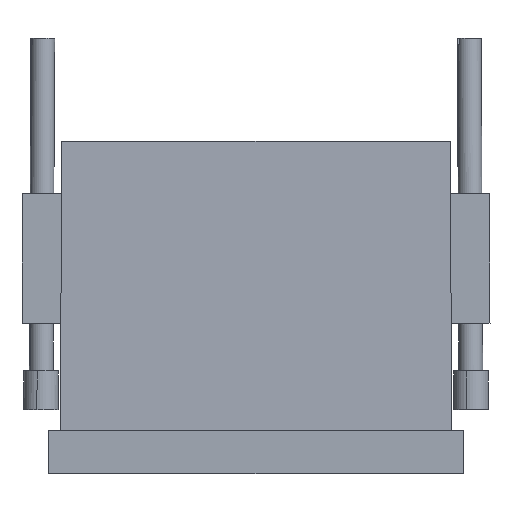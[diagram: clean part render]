
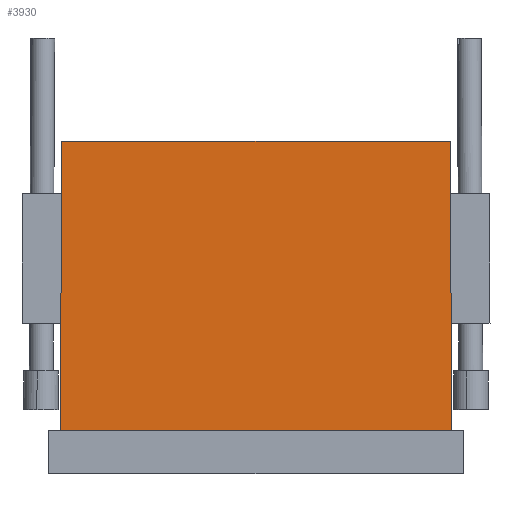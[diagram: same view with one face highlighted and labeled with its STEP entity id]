
A CAD part, front view. The second image highlights one B-rep face of the part: STEP entity #3930.
In plain terms, the highlighted planar face has unit normal (0, -1, 0.005).
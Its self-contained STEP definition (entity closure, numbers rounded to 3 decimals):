
#174 = VERTEX_POINT ( 'NONE', #5021 ) ;
#406 = LINE ( 'NONE', #3454, #979 ) ;
#536 = ORIENTED_EDGE ( 'NONE', *, *, #876, .T. ) ;
#656 = VECTOR ( 'NONE', #5492, 1000. ) ;
#721 = VERTEX_POINT ( 'NONE', #1638 ) ;
#876 = EDGE_CURVE ( 'NONE', #174, #4449, #4531, .T. ) ;
#979 = VECTOR ( 'NONE', #4648, 1000. ) ;
#1031 = CARTESIAN_POINT ( 'NONE',  ( -45., -22.35, 0. ) ) ;
#1045 = EDGE_CURVE ( 'NONE', #174, #6395, #3410, .T. ) ;
#1559 = PLANE ( 'NONE',  #3558 ) ;
#1638 = CARTESIAN_POINT ( 'NONE',  ( 45., -22.35, 0. ) ) ;
#1737 = ORIENTED_EDGE ( 'NONE', *, *, #1045, .F. ) ;
#2127 = CARTESIAN_POINT ( 'NONE',  ( -44.999, -22.349, 0.204 ) ) ;
#2144 = DIRECTION ( 'NONE',  ( 0., -1., 0.005 ) ) ;
#2494 = ORIENTED_EDGE ( 'NONE', *, *, #5276, .F. ) ;
#2522 = DIRECTION ( 'NONE',  ( -0.005, 0.005, 1. ) ) ;
#3205 = ORIENTED_EDGE ( 'NONE', *, *, #3682, .T. ) ;
#3410 = LINE ( 'NONE', #2127, #6975 ) ;
#3454 = CARTESIAN_POINT ( 'NONE',  ( -45., -22.35, 0. ) ) ;
#3558 = AXIS2_PLACEMENT_3D ( 'NONE', #5203, #2144, #4593 ) ;
#3682 = EDGE_CURVE ( 'NONE', #4449, #721, #4105, .T. ) ;
#3757 = CARTESIAN_POINT ( 'NONE',  ( 44.998, -22.348, 0.412 ) ) ;
#3817 = CARTESIAN_POINT ( 'NONE',  ( 45.306, -22.656, -67. ) ) ;
#3872 = DIRECTION ( 'NONE',  ( 0.005, 0.005, 1. ) ) ;
#3924 = FACE_OUTER_BOUND ( 'NONE', #5777, .T. ) ;
#3930 = ADVANCED_FACE ( 'NONE', ( #3924 ), #1559, .T. ) ;
#4105 = LINE ( 'NONE', #3757, #7124 ) ;
#4449 = VERTEX_POINT ( 'NONE', #3817 ) ;
#4531 = LINE ( 'NONE', #7308, #656 ) ;
#4593 = DIRECTION ( 'NONE',  ( 0., -0.005, -1. ) ) ;
#4648 = DIRECTION ( 'NONE',  ( 1., 0., 0. ) ) ;
#5021 = CARTESIAN_POINT ( 'NONE',  ( -45.306, -22.656, -67. ) ) ;
#5203 = CARTESIAN_POINT ( 'NONE',  ( -45., -22.35, 0. ) ) ;
#5276 = EDGE_CURVE ( 'NONE', #6395, #721, #406, .T. ) ;
#5492 = DIRECTION ( 'NONE',  ( 1., 0., 0. ) ) ;
#5777 = EDGE_LOOP ( 'NONE', ( #2494, #1737, #536, #3205 ) ) ;
#6395 = VERTEX_POINT ( 'NONE', #1031 ) ;
#6975 = VECTOR ( 'NONE', #3872, 1000. ) ;
#7124 = VECTOR ( 'NONE', #2522, 1000. ) ;
#7308 = CARTESIAN_POINT ( 'NONE',  ( -45., -22.656, -67. ) ) ;
